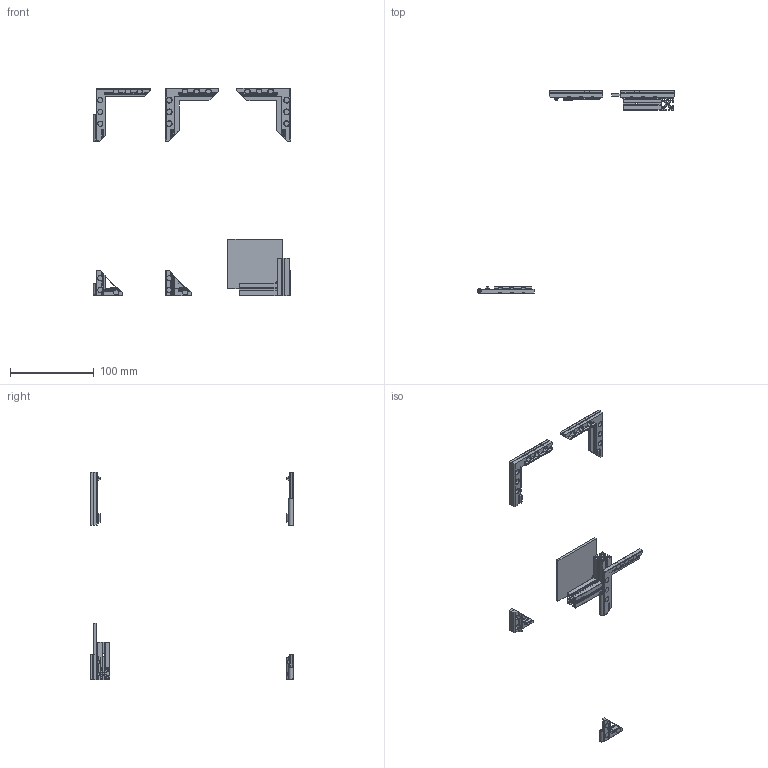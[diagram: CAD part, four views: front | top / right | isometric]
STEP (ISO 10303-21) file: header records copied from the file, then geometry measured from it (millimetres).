
FILE_DESCRIPTION(/* description */ (''),/* implementation_level */ '2;1');
FILE_NAME(/* name */ 'V0MagPanels.step',/* time_stamp */ '2023-04-13T16:34:17-05:00',/* author */ (''),/* organization */ (''),/* preprocessor_version */ 'ST-DEVELOPER v19.2',/* originating_system */ 'Autodesk Translation Framework v12.4.0.73',/* authorisation */ '');
FILE_SCHEMA (('AUTOMOTIVE_DESIGN { 1 0 10303 214 3 1 1 }'));
Length unit declared in the file: millimetre
Products named in the file (2): MagPanels; 1515_45mm
Assembly tree (2 placements, depth 2):
  MagPanels
    1515_45mm  x2
Bounding box: 236.5 x 243.3 x 248 mm (x, y, z)
Volume: 53407 mm3; surface area: 62599.4 mm2
Topology: 13 solids, 13 shells, 1066 faces, 2928 edges, 1910 vertices
Faces by surface type: plane 787, cylinder 241, cone 38
Full cylindrical faces by diameter (mm): 2.55 x12, 2.6 x2, 3 x2, 6.1 x18, 6.2 x27
Entity records: 29795 total; most frequent: CARTESIAN_POINT 5414, ORIENTED_EDGE 5150, DIRECTION 4961, EDGE_CURVE 2575, LINE 1997, VECTOR 1997, VERTEX_POINT 1676, AXIS2_PLACEMENT_3D 1482
